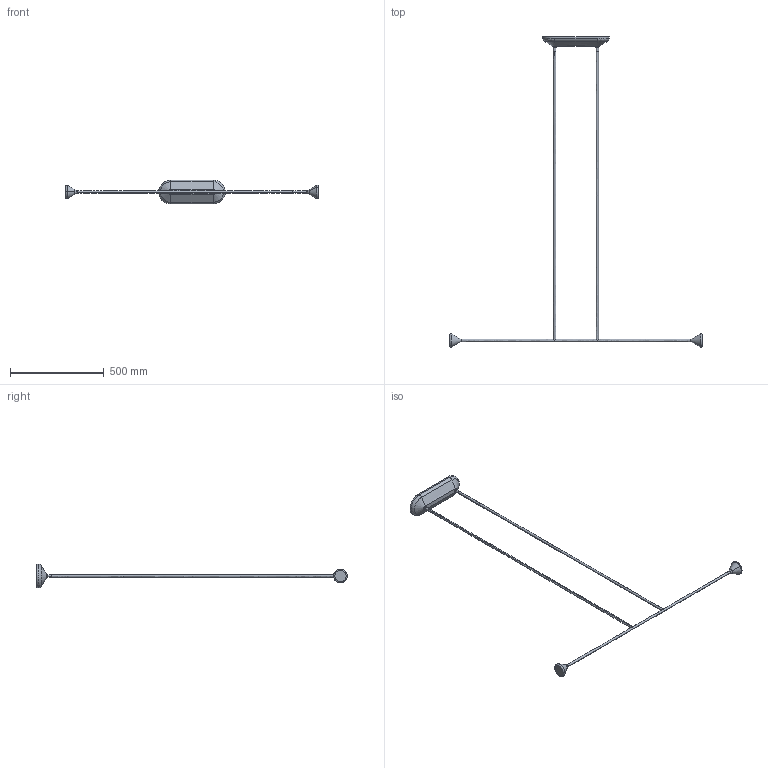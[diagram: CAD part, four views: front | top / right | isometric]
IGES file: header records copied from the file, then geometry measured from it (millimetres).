
Start section: SolidWorks IGES file using analytic representation for surfaces
Global section: file name: APLOC2 - Apollo Chandelier - 2 Lights.IGS; native system: SolidWorks 2015; preprocessor: SolidWorks 2015; author: Design; date: 190517.163613; units: millimetre
Bounding box: 1349.86 x 1659.97 x 127 mm (x, y, z)
Volume: 2275506.5 mm3; surface area: 305475.8 mm2
Topology: 1 solids, 1 shells, 80 faces, 178 edges, 110 vertices
Faces by surface type: revolution 44, bspline 22, plane 14
